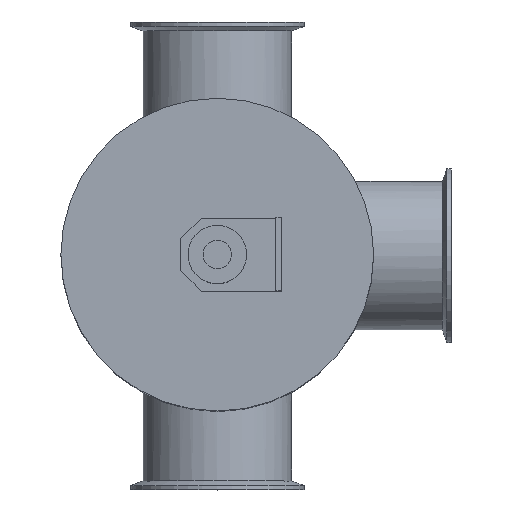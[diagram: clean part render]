
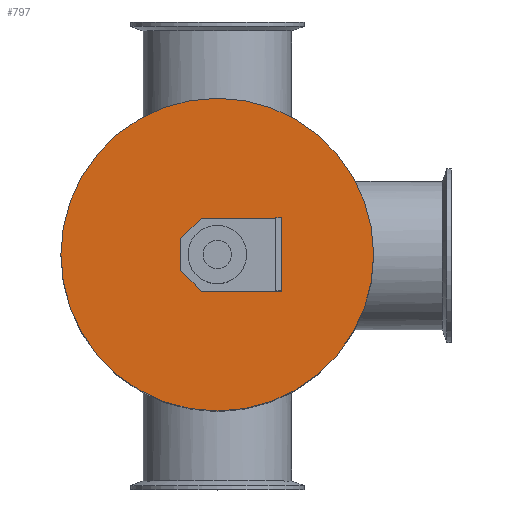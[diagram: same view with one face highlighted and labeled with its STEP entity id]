
A CAD part, top view. The second image highlights one B-rep face of the part: STEP entity #797.
In plain terms, the highlighted planar face has unit normal (0, 0, 1).
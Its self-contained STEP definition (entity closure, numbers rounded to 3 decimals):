
#199=FACE_OUTER_BOUND('',#263,.T.);
#263=EDGE_LOOP('',(#567));
#334=CIRCLE('',#932,107.);
#377=VERTEX_POINT('',#1302);
#450=EDGE_CURVE('',#377,#377,#334,.T.);
#567=ORIENTED_EDGE('',*,*,#450,.F.);
#765=PLANE('',#931);
#797=ADVANCED_FACE('',(#199),#765,.T.);
#931=AXIS2_PLACEMENT_3D('',#1301,#1060,#1061);
#932=AXIS2_PLACEMENT_3D('',#1303,#1062,#1063);
#1060=DIRECTION('center_axis',(0.,0.,1.));
#1061=DIRECTION('ref_axis',(1.,0.,0.));
#1062=DIRECTION('center_axis',(0.,0.,-1.));
#1063=DIRECTION('ref_axis',(-1.,0.,0.));
#1301=CARTESIAN_POINT('Origin',(-53.5,0.,412.8));
#1302=CARTESIAN_POINT('',(107.,0.,412.8));
#1303=CARTESIAN_POINT('Origin',(0.,0.,412.8));
